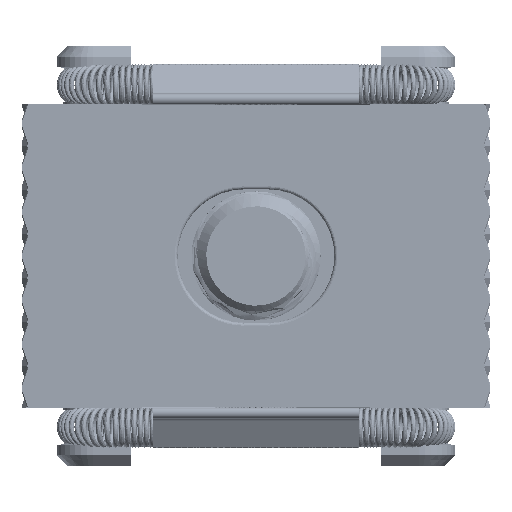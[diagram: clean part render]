
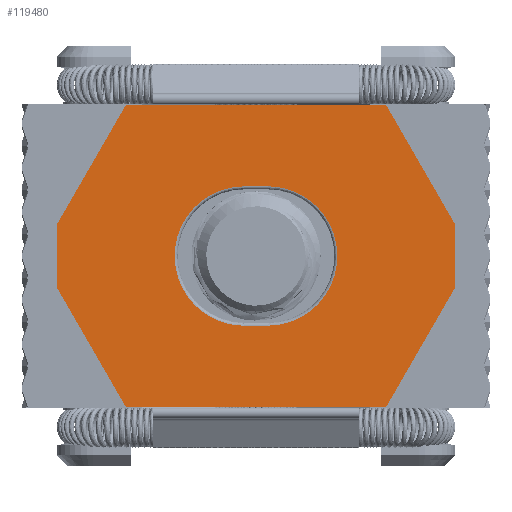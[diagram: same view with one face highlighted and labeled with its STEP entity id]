
A CAD part, front view. The second image highlights one B-rep face of the part: STEP entity #119480.
In plain terms, the highlighted face is planar.
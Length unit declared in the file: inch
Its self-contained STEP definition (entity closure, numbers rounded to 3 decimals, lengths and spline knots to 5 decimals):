
#452 = EDGE_CURVE ( 'NONE', #76148, #36926, #116629, .T. ) ;
#3535 = DIRECTION ( 'NONE',  ( -0.866, 0.5, 0. ) ) ;
#4008 = DIRECTION ( 'NONE',  ( -1., 0., 0. ) ) ;
#4361 = DIRECTION ( 'NONE',  ( 0., 0., 1. ) ) ;
#4453 = CARTESIAN_POINT ( 'NONE',  ( -0.4626, 0.26708, 0. ) ) ;
#4969 = VERTEX_POINT ( 'NONE', #105700 ) ;
#5931 = ORIENTED_EDGE ( 'NONE', *, *, #12143, .F. ) ;
#8408 = DIRECTION ( 'NONE',  ( 0., 1., 0. ) ) ;
#9329 = VECTOR ( 'NONE', #4008, 39.37008 ) ;
#10389 = CARTESIAN_POINT ( 'NONE',  ( 0.70276, 0.77165, 0. ) ) ;
#10681 = CARTESIAN_POINT ( 'NONE',  ( 0.12008, 0., 0. ) ) ;
#10818 = VERTEX_POINT ( 'NONE', #58422 ) ;
#12143 = EDGE_CURVE ( 'NONE', #36926, #18115, #78633, .T. ) ;
#17138 = VERTEX_POINT ( 'NONE', #50968 ) ;
#17330 = ORIENTED_EDGE ( 'NONE', *, *, #119433, .F. ) ;
#18109 = EDGE_LOOP ( 'NONE', ( #64503, #33411, #21622, #103061 ) ) ;
#18115 = VERTEX_POINT ( 'NONE', #90314 ) ;
#19028 = DIRECTION ( 'NONE',  ( 1., 0., 0. ) ) ;
#19851 = CARTESIAN_POINT ( 'NONE',  ( 0.38976, 1.3563, 0. ) ) ;
#20666 = CARTESIAN_POINT ( 'NONE',  ( 0.38976, 0.72638, 0. ) ) ;
#21383 = CARTESIAN_POINT ( 'NONE',  ( 0., 0., 0. ) ) ;
#21622 = ORIENTED_EDGE ( 'NONE', *, *, #107230, .F. ) ;
#23729 = VECTOR ( 'NONE', #70414, 39.37008 ) ;
#23844 = CARTESIAN_POINT ( 'NONE',  ( 0.70276, 1.27623, 0. ) ) ;
#24244 = LINE ( 'NONE', #42980, #49391 ) ;
#26134 = VECTOR ( 'NONE', #8408, 39.37008 ) ;
#29672 = CARTESIAN_POINT ( 'NONE',  ( -0.4626, 0.77165, 0. ) ) ;
#32467 = LINE ( 'NONE', #29672, #79929 ) ;
#33411 = ORIENTED_EDGE ( 'NONE', *, *, #92717, .F. ) ;
#34621 = AXIS2_PLACEMENT_3D ( 'NONE', #61135, #4361, #70713 ) ;
#36926 = VERTEX_POINT ( 'NONE', #100925 ) ;
#38915 = CARTESIAN_POINT ( 'NONE',  ( 0.24016, 1.54331, 0. ) ) ;
#39004 = DIRECTION ( 'NONE',  ( 0., 1., 0. ) ) ;
#40702 = EDGE_CURVE ( 'NONE', #17138, #106648, #98456, .T. ) ;
#40759 = VECTOR ( 'NONE', #19028, 39.37008 ) ;
#42736 = FACE_BOUND ( 'NONE', #18109, .T. ) ;
#42980 = CARTESIAN_POINT ( 'NONE',  ( 0.38976, 0.77165, 0. ) ) ;
#44369 = DIRECTION ( 'NONE',  ( -0.866, -0.5, 0. ) ) ;
#45264 = CARTESIAN_POINT ( 'NONE',  ( -0.14961, 0.81693, 0. ) ) ;
#45416 = ORIENTED_EDGE ( 'NONE', *, *, #40702, .F. ) ;
#47051 = LINE ( 'NONE', #10389, #69354 ) ;
#48673 = PLANE ( 'NONE',  #34621 ) ;
#49391 = VECTOR ( 'NONE', #99079, 39.37008 ) ;
#50006 = CARTESIAN_POINT ( 'NONE',  ( -0.14961, 0.18701, 0. ) ) ;
#50968 = CARTESIAN_POINT ( 'NONE',  ( 0.70276, 1.27623, 0. ) ) ;
#52450 = CARTESIAN_POINT ( 'NONE',  ( 0.24016, 0., 0. ) ) ;
#53401 = VECTOR ( 'NONE', #85283, 39.37008 ) ;
#54656 = CARTESIAN_POINT ( 'NONE',  ( 0.38976, 0.81693, 0. ) ) ;
#58422 = CARTESIAN_POINT ( 'NONE',  ( -0.4626, 0.26708, 0. ) ) ;
#58781 = EDGE_LOOP ( 'NONE', ( #103496, #17330, #69631, #80769, #45416, #72567, #5931, #93297 ) ) ;
#60778 = CARTESIAN_POINT ( 'NONE',  ( 0.12008, 1.54331, 0. ) ) ;
#61135 = CARTESIAN_POINT ( 'NONE',  ( 0.12008, 0.77165, 0. ) ) ;
#61226 =( BOUNDED_CURVE ( )  B_SPLINE_CURVE ( 3, ( #20666, #77435, #50006, #116581 ),
 .UNSPECIFIED., .F., .F. ) 
 B_SPLINE_CURVE_WITH_KNOTS ( ( 4, 4 ),
 ( 0., 1. ),
 .UNSPECIFIED. ) 
 CURVE ( )  GEOMETRIC_REPRESENTATION_ITEM ( )  RATIONAL_B_SPLINE_CURVE ( ( 1., 0.333, 0.333, 1. ) ) 
 REPRESENTATION_ITEM ( '' )  );
#62467 = VERTEX_POINT ( 'NONE', #45264 ) ;
#64183 = CARTESIAN_POINT ( 'NONE',  ( -0.4626, 1.27623, 0. ) ) ;
#64503 = ORIENTED_EDGE ( 'NONE', *, *, #90781, .F. ) ;
#65594 = EDGE_CURVE ( 'NONE', #73199, #4969, #24244, .T. ) ;
#67089 = CARTESIAN_POINT ( 'NONE',  ( -0.14961, 0.81693, 0. ) ) ;
#67992 = FACE_OUTER_BOUND ( 'NONE', #58781, .T. ) ;
#69354 = VECTOR ( 'NONE', #39004, 39.37008 ) ;
#69631 = ORIENTED_EDGE ( 'NONE', *, *, #73991, .F. ) ;
#70414 = DIRECTION ( 'NONE',  ( 0.866, -0.5, 0. ) ) ;
#70713 = DIRECTION ( 'NONE',  ( 1., 0., 0. ) ) ;
#72567 = ORIENTED_EDGE ( 'NONE', *, *, #95634, .F. ) ;
#73199 = VERTEX_POINT ( 'NONE', #54656 ) ;
#73392 =( BOUNDED_CURVE ( )  B_SPLINE_CURVE ( 3, ( #67089, #113717, #19851, #86198 ),
 .UNSPECIFIED., .F., .F. ) 
 B_SPLINE_CURVE_WITH_KNOTS ( ( 4, 4 ),
 ( 0., 1. ),
 .UNSPECIFIED. ) 
 CURVE ( )  GEOMETRIC_REPRESENTATION_ITEM ( )  RATIONAL_B_SPLINE_CURVE ( ( 1., 0.333, 0.333, 1. ) ) 
 REPRESENTATION_ITEM ( '' )  );
#73991 = EDGE_CURVE ( 'NONE', #105472, #116697, #117135, .T. ) ;
#76148 = VERTEX_POINT ( 'NONE', #21383 ) ;
#76529 = LINE ( 'NONE', #111403, #26134 ) ;
#77435 = CARTESIAN_POINT ( 'NONE',  ( 0.38976, 0.18701, 0. ) ) ;
#78633 = LINE ( 'NONE', #52450, #53401 ) ;
#79929 = VECTOR ( 'NONE', #96083, 39.37008 ) ;
#80769 = ORIENTED_EDGE ( 'NONE', *, *, #86362, .F. ) ;
#82905 = CARTESIAN_POINT ( 'NONE',  ( -0.14961, 0.72638, 0. ) ) ;
#83561 = VECTOR ( 'NONE', #3535, 39.37008 ) ;
#83632 = CARTESIAN_POINT ( 'NONE',  ( 0., 1.54331, 0. ) ) ;
#85283 = DIRECTION ( 'NONE',  ( 0.866, 0.5, 0. ) ) ;
#86198 = CARTESIAN_POINT ( 'NONE',  ( 0.38976, 0.81693, 0. ) ) ;
#86362 = EDGE_CURVE ( 'NONE', #106648, #105472, #110411, .T. ) ;
#90314 = CARTESIAN_POINT ( 'NONE',  ( 0.70276, 0.26708, 0. ) ) ;
#90781 = EDGE_CURVE ( 'NONE', #62467, #73199, #73392, .T. ) ;
#91871 = VECTOR ( 'NONE', #44369, 39.37008 ) ;
#92717 = EDGE_CURVE ( 'NONE', #116672, #62467, #76529, .T. ) ;
#93297 = ORIENTED_EDGE ( 'NONE', *, *, #452, .F. ) ;
#95634 = EDGE_CURVE ( 'NONE', #18115, #17138, #47051, .T. ) ;
#96083 = DIRECTION ( 'NONE',  ( 0., -1., 0. ) ) ;
#98456 = LINE ( 'NONE', #23844, #83561 ) ;
#99079 = DIRECTION ( 'NONE',  ( 0., -1., 0. ) ) ;
#99508 = LINE ( 'NONE', #4453, #23729 ) ;
#100873 = CARTESIAN_POINT ( 'NONE',  ( 0., 1.54331, 0. ) ) ;
#100925 = CARTESIAN_POINT ( 'NONE',  ( 0.24016, 0., 0. ) ) ;
#103061 = ORIENTED_EDGE ( 'NONE', *, *, #65594, .F. ) ;
#103496 = ORIENTED_EDGE ( 'NONE', *, *, #119082, .F. ) ;
#105472 = VERTEX_POINT ( 'NONE', #83632 ) ;
#105700 = CARTESIAN_POINT ( 'NONE',  ( 0.38976, 0.72638, 0. ) ) ;
#106648 = VERTEX_POINT ( 'NONE', #38915 ) ;
#107230 = EDGE_CURVE ( 'NONE', #4969, #116672, #61226, .T. ) ;
#110411 = LINE ( 'NONE', #60778, #9329 ) ;
#111403 = CARTESIAN_POINT ( 'NONE',  ( -0.14961, 0.77165, 0. ) ) ;
#113717 = CARTESIAN_POINT ( 'NONE',  ( -0.14961, 1.3563, 0. ) ) ;
#116581 = CARTESIAN_POINT ( 'NONE',  ( -0.14961, 0.72638, 0. ) ) ;
#116629 = LINE ( 'NONE', #10681, #40759 ) ;
#116672 = VERTEX_POINT ( 'NONE', #82905 ) ;
#116697 = VERTEX_POINT ( 'NONE', #64183 ) ;
#117135 = LINE ( 'NONE', #100873, #91871 ) ;
#119082 = EDGE_CURVE ( 'NONE', #10818, #76148, #99508, .T. ) ;
#119433 = EDGE_CURVE ( 'NONE', #116697, #10818, #32467, .T. ) ;
#119480 = ADVANCED_FACE ( 'NONE', ( #42736, #67992 ), #48673, .F. ) ;
